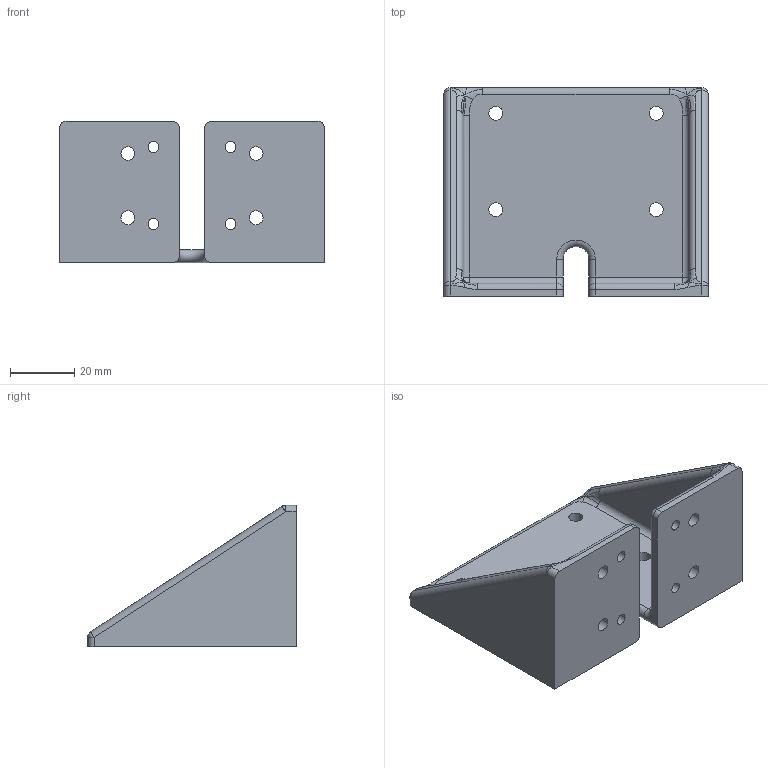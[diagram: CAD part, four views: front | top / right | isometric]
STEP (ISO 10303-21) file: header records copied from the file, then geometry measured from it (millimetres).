
FILE_DESCRIPTION(/* description */ (''),/* implementation_level */ '2;1');
FILE_NAME(/* name */ 'WL-21045-1--BlueROV2-Roof-Rack-Mount-Bracket--v2.stp',/* time_stamp */ '2025-06-17T14:01:39+02:00',/* author */ ('Andreas Tesaker'),/* organization */ (''),/* preprocessor_version */ 'ST-DEVELOPER v20',/* originating_system */ 'Autodesk Inventor 2025',/* authorisation */ '');
FILE_SCHEMA (('AUTOMOTIVE_DESIGN { 1 0 10303 214 3 1 1 }'));
Length unit declared in the file: millimetre
Products named in the file (1): WL-21045-1--BlueROV2-Roof-Rack-Mount-Bracket--v2
Bounding box: 82.5 x 65 x 44 mm (x, y, z)
Volume: 46645.6 mm3; surface area: 22490.5 mm2
Topology: 1 solids, 1 shells, 99 faces, 243 edges, 146 vertices
Faces by surface type: cylinder 39, bspline 32, plane 17, sphere 8, torus 3
Full cylindrical faces by diameter (mm): 3.4 x4, 4.3 x8
Entity records: 8419 total; most frequent: CARTESIAN_POINT 6124, ORIENTED_EDGE 486, DIRECTION 431, EDGE_CURVE 243, AXIS2_PLACEMENT_3D 176, VERTEX_POINT 146, EDGE_LOOP 123, CIRCLE 108
